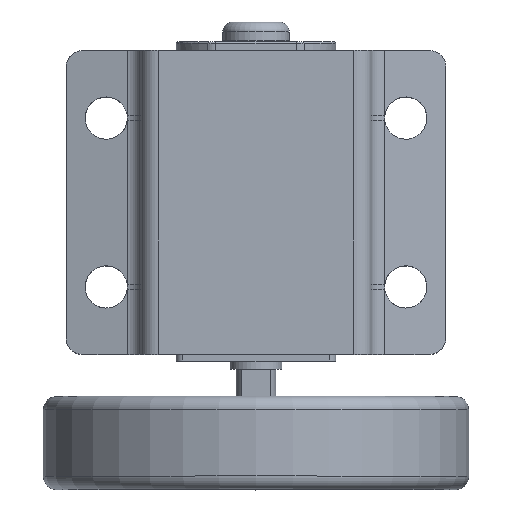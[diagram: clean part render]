
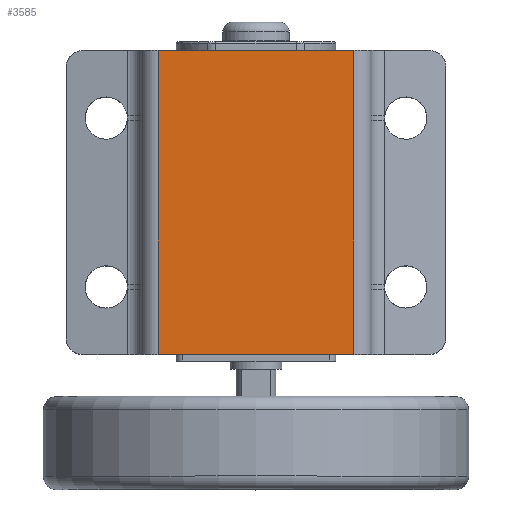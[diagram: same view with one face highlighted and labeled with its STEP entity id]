
A CAD part, top view. The second image highlights one B-rep face of the part: STEP entity #3585.
In plain terms, the highlighted planar face has unit normal (0, 0, 1).
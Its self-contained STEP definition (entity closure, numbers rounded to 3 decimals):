
#2873 = EDGE_CURVE('',#2874,#2876,#2878,.T.);
#2874 = VERTEX_POINT('',#2875);
#2875 = CARTESIAN_POINT('',(-7.366,11.43,12.7));
#2876 = VERTEX_POINT('',#2877);
#2877 = CARTESIAN_POINT('',(7.366,11.43,12.7));
#2878 = LINE('',#2879,#2880);
#2879 = CARTESIAN_POINT('',(-8.636,11.43,12.7));
#2880 = VECTOR('',#2881,1.);
#2881 = DIRECTION('',(1.,0.,0.));
#3100 = VERTEX_POINT('',#3101);
#3101 = CARTESIAN_POINT('',(7.366,-11.43,12.7));
#3108 = EDGE_CURVE('',#3109,#3100,#3111,.T.);
#3109 = VERTEX_POINT('',#3110);
#3110 = CARTESIAN_POINT('',(-7.366,-11.43,12.7));
#3111 = LINE('',#3112,#3113);
#3112 = CARTESIAN_POINT('',(-8.636,-11.43,12.7));
#3113 = VECTOR('',#3114,1.);
#3114 = DIRECTION('',(1.,0.,0.));
#3585 = ADVANCED_FACE('',(#3586),#3602,.T.);
#3586 = FACE_BOUND('',#3587,.T.);
#3587 = EDGE_LOOP('',(#3588,#3589,#3595,#3596));
#3588 = ORIENTED_EDGE('',*,*,#3108,.T.);
#3589 = ORIENTED_EDGE('',*,*,#3590,.T.);
#3590 = EDGE_CURVE('',#3100,#2876,#3591,.T.);
#3591 = LINE('',#3592,#3593);
#3592 = CARTESIAN_POINT('',(7.366,-11.43,12.7));
#3593 = VECTOR('',#3594,1.);
#3594 = DIRECTION('',(0.,1.,0.));
#3595 = ORIENTED_EDGE('',*,*,#2873,.F.);
#3596 = ORIENTED_EDGE('',*,*,#3597,.T.);
#3597 = EDGE_CURVE('',#2874,#3109,#3598,.T.);
#3598 = LINE('',#3599,#3600);
#3599 = CARTESIAN_POINT('',(-7.366,-11.43,12.7));
#3600 = VECTOR('',#3601,1.);
#3601 = DIRECTION('',(0.,-1.,0.));
#3602 = PLANE('',#3603);
#3603 = AXIS2_PLACEMENT_3D('',#3604,#3605,#3606);
#3604 = CARTESIAN_POINT('',(-8.636,-11.43,12.7));
#3605 = DIRECTION('',(0.,0.,1.));
#3606 = DIRECTION('',(0.,1.,0.));
